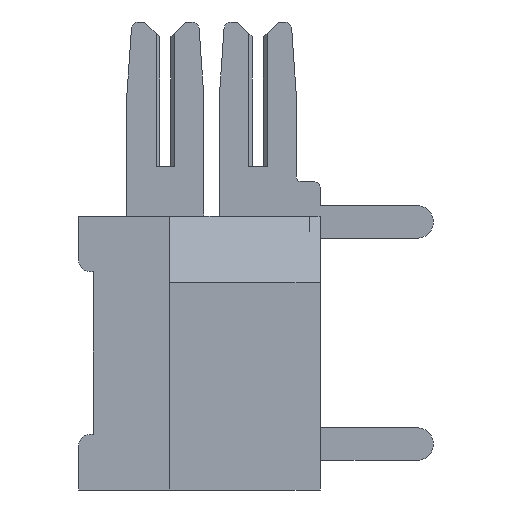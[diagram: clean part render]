
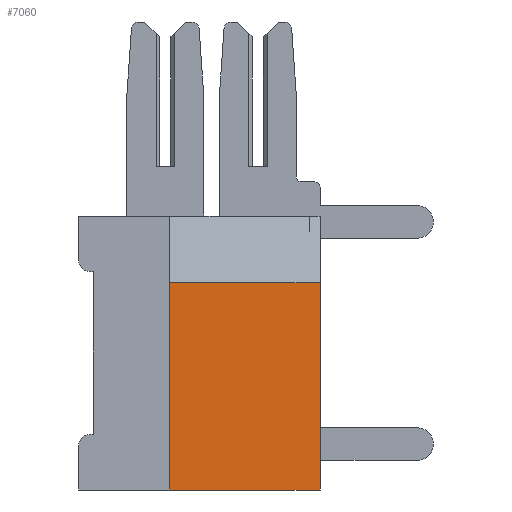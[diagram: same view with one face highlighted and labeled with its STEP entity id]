
A CAD part, left-side view. The second image highlights one B-rep face of the part: STEP entity #7060.
In plain terms, the highlighted planar face has unit normal (-1, 0, 0).
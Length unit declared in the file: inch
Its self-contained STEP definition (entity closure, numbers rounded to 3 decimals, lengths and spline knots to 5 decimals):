
#60 = CARTESIAN_POINT ( 'NONE',  ( 0., 0.326, 0. ) ) ;
#249 = ORIENTED_EDGE ( 'NONE', *, *, #5109, .T. ) ;
#507 = LINE ( 'NONE', #7869, #5817 ) ;
#1018 = DIRECTION ( 'NONE',  ( 0., 1., 0. ) ) ;
#1956 = VERTEX_POINT ( 'NONE', #5844 ) ;
#2141 = DIRECTION ( 'NONE',  ( 0., -1., 0. ) ) ;
#3059 = LINE ( 'NONE', #9921, #11114 ) ;
#3175 = VERTEX_POINT ( 'NONE', #8743 ) ;
#3224 = AXIS2_PLACEMENT_3D ( 'NONE', #60, #4210, #10332 ) ;
#3355 = EDGE_LOOP ( 'NONE', ( #249, #9232, #6987, #9516 ) ) ;
#3616 = EDGE_CURVE ( 'NONE', #1956, #12284, #6333, .T. ) ;
#3695 = FACE_OUTER_BOUND ( 'NONE', #3355, .T. ) ;
#4210 = DIRECTION ( 'NONE',  ( 1., 0., 0. ) ) ;
#5109 = EDGE_CURVE ( 'NONE', #3175, #1956, #507, .T. ) ;
#5817 = VECTOR ( 'NONE', #12910, 39.37008 ) ;
#5844 = CARTESIAN_POINT ( 'NONE',  ( 0., 0., -0.09 ) ) ;
#6089 = CARTESIAN_POINT ( 'NONE',  ( 0., 0.326, -0.37 ) ) ;
#6167 = CARTESIAN_POINT ( 'NONE',  ( 0., 0., -0.09 ) ) ;
#6333 = LINE ( 'NONE', #6167, #11493 ) ;
#6431 = EDGE_CURVE ( 'NONE', #10709, #12284, #3059, .T. ) ;
#6987 = ORIENTED_EDGE ( 'NONE', *, *, #6431, .F. ) ;
#7008 = CARTESIAN_POINT ( 'NONE',  ( 0., 0.203, -0.37 ) ) ;
#7060 = ADVANCED_FACE ( 'NONE', ( #3695 ), #7841, .F. ) ;
#7588 = VECTOR ( 'NONE', #2141, 39.37008 ) ;
#7841 = PLANE ( 'NONE',  #3224 ) ;
#7869 = CARTESIAN_POINT ( 'NONE',  ( 0., 0., 0. ) ) ;
#7968 = DIRECTION ( 'NONE',  ( 0., 0., 1. ) ) ;
#8743 = CARTESIAN_POINT ( 'NONE',  ( 0., 0., -0.37 ) ) ;
#9232 = ORIENTED_EDGE ( 'NONE', *, *, #3616, .T. ) ;
#9369 = LINE ( 'NONE', #6089, #7588 ) ;
#9516 = ORIENTED_EDGE ( 'NONE', *, *, #12117, .T. ) ;
#9921 = CARTESIAN_POINT ( 'NONE',  ( 0., 0.203, -0.37 ) ) ;
#10332 = DIRECTION ( 'NONE',  ( 0., 0., -1. ) ) ;
#10709 = VERTEX_POINT ( 'NONE', #7008 ) ;
#11114 = VECTOR ( 'NONE', #7968, 39.37008 ) ;
#11493 = VECTOR ( 'NONE', #1018, 39.37008 ) ;
#12117 = EDGE_CURVE ( 'NONE', #10709, #3175, #9369, .T. ) ;
#12284 = VERTEX_POINT ( 'NONE', #12646 ) ;
#12646 = CARTESIAN_POINT ( 'NONE',  ( 0., 0.203, -0.09 ) ) ;
#12910 = DIRECTION ( 'NONE',  ( 0., 0., 1. ) ) ;
